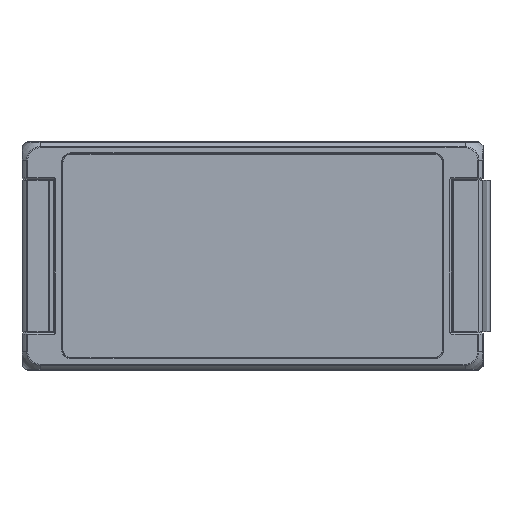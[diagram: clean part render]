
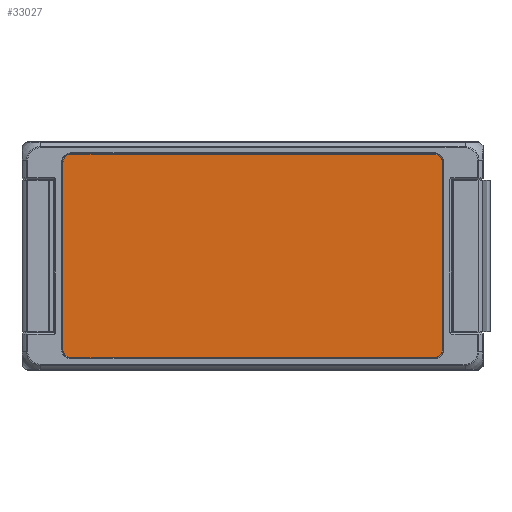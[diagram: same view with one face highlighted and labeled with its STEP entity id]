
A CAD part, top view. The second image highlights one B-rep face of the part: STEP entity #33027.
In plain terms, the highlighted planar face has unit normal (0, 0, 1).
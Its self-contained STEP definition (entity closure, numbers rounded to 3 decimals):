
#769=ELLIPSE('',#36218,4.501,4.5);
#771=ELLIPSE('',#36223,4.501,4.5);
#773=ELLIPSE('',#36228,4.501,4.5);
#774=ELLIPSE('',#36231,4.501,4.5);
#4310=FACE_OUTER_BOUND('',#6359,.T.);
#6359=EDGE_LOOP('',(#25905,#25906,#25907,#25908,#25909,#25910,#25911,#25912));
#9774=LINE('',#104656,#11670);
#9777=LINE('',#104715,#11673);
#9779=LINE('',#104771,#11675);
#9781=LINE('',#104827,#11677);
#11670=VECTOR('',#42971,10.);
#11673=VECTOR('',#42986,10.);
#11675=VECTOR('',#42998,10.);
#11677=VECTOR('',#43010,10.);
#14262=VERTEX_POINT('',#104653);
#14263=VERTEX_POINT('',#104655);
#14265=VERTEX_POINT('',#104705);
#14267=VERTEX_POINT('',#104711);
#14269=VERTEX_POINT('',#104761);
#14271=VERTEX_POINT('',#104767);
#14273=VERTEX_POINT('',#104817);
#14275=VERTEX_POINT('',#104823);
#18300=EDGE_CURVE('',#14262,#14263,#9774,.T.);
#18305=EDGE_CURVE('',#14263,#14265,#769,.T.);
#18308=EDGE_CURVE('',#14265,#14267,#9777,.T.);
#18311=EDGE_CURVE('',#14267,#14269,#771,.T.);
#18314=EDGE_CURVE('',#14269,#14271,#9779,.T.);
#18317=EDGE_CURVE('',#14271,#14273,#773,.T.);
#18320=EDGE_CURVE('',#14273,#14275,#9781,.T.);
#18321=EDGE_CURVE('',#14275,#14262,#774,.T.);
#25905=ORIENTED_EDGE('',*,*,#18300,.F.);
#25906=ORIENTED_EDGE('',*,*,#18321,.F.);
#25907=ORIENTED_EDGE('',*,*,#18320,.F.);
#25908=ORIENTED_EDGE('',*,*,#18317,.F.);
#25909=ORIENTED_EDGE('',*,*,#18314,.F.);
#25910=ORIENTED_EDGE('',*,*,#18311,.F.);
#25911=ORIENTED_EDGE('',*,*,#18308,.F.);
#25912=ORIENTED_EDGE('',*,*,#18305,.F.);
#29682=PLANE('',#36239);
#33027=ADVANCED_FACE('',(#4310),#29682,.F.);
#36218=AXIS2_PLACEMENT_3D('',#104709,#42979,#42980);
#36223=AXIS2_PLACEMENT_3D('',#104765,#42991,#42992);
#36228=AXIS2_PLACEMENT_3D('',#104821,#43003,#43004);
#36231=AXIS2_PLACEMENT_3D('',#104868,#43011,#43012);
#36239=AXIS2_PLACEMENT_3D('',#104888,#43034,#43035);
#42971=DIRECTION('',(0.,1.,0.));
#42979=DIRECTION('center_axis',(0.,0.,-1.));
#42980=DIRECTION('ref_axis',(-0.707,0.707,0.));
#42986=DIRECTION('',(1.,0.,0.));
#42991=DIRECTION('center_axis',(0.,0.,-1.));
#42992=DIRECTION('ref_axis',(0.707,0.707,0.));
#42998=DIRECTION('',(0.,-1.,0.));
#43003=DIRECTION('center_axis',(0.,0.,-1.));
#43004=DIRECTION('ref_axis',(0.707,-0.707,0.));
#43010=DIRECTION('',(-1.,0.,0.));
#43011=DIRECTION('center_axis',(0.,0.,-1.));
#43012=DIRECTION('ref_axis',(-0.707,-0.707,0.));
#43034=DIRECTION('center_axis',(0.,0.,-1.));
#43035=DIRECTION('ref_axis',(-1.,0.,0.));
#104653=CARTESIAN_POINT('',(-106.509,-52.509,18.));
#104655=CARTESIAN_POINT('',(-106.509,52.509,18.));
#104656=CARTESIAN_POINT('',(-106.509,-28.75,18.));
#104705=CARTESIAN_POINT('',(-102.009,57.009,18.));
#104709=CARTESIAN_POINT('Origin',(-102.008,52.508,18.));
#104711=CARTESIAN_POINT('',(102.009,57.009,18.));
#104715=CARTESIAN_POINT('',(-53.5,57.009,18.));
#104761=CARTESIAN_POINT('',(106.509,52.509,18.));
#104765=CARTESIAN_POINT('Origin',(102.008,52.508,18.));
#104767=CARTESIAN_POINT('',(106.509,-52.509,18.));
#104771=CARTESIAN_POINT('',(106.509,28.75,18.));
#104817=CARTESIAN_POINT('',(102.009,-57.009,18.));
#104821=CARTESIAN_POINT('Origin',(102.008,-52.508,18.));
#104823=CARTESIAN_POINT('',(-102.009,-57.009,18.));
#104827=CARTESIAN_POINT('',(53.5,-57.009,18.));
#104868=CARTESIAN_POINT('Origin',(-102.008,-52.508,18.));
#104888=CARTESIAN_POINT('Origin',(0.,0.,18.));
